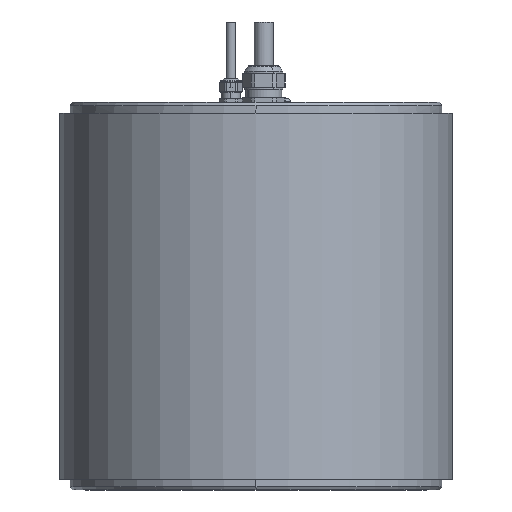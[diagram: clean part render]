
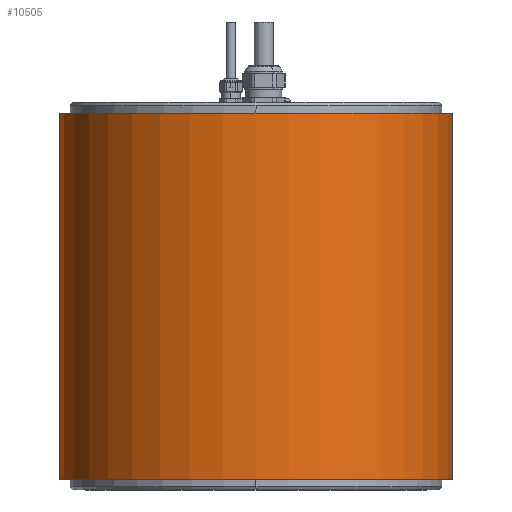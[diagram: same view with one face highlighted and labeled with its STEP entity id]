
A CAD part, front view. The second image highlights one B-rep face of the part: STEP entity #10505.
In plain terms, the highlighted cylindrical face has radius 121.5 mm (diameter 243 mm), a partial arc.
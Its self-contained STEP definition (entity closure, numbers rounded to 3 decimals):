
#1816=CARTESIAN_POINT('',(0.,0.,-6.6));
#1817=DIRECTION('',(0.,0.,1.));
#1818=DIRECTION('',(-0.243,0.97,0.));
#1819=AXIS2_PLACEMENT_3D('',#1816,#1817,#1818);
#1821=DIRECTION('',(0.,0.,1.));
#1822=VECTOR('',#1821,226.8);
#1823=CARTESIAN_POINT('',(29.5,117.864,-233.4));
#1824=LINE('',#1823,#1822);
#1825=CARTESIAN_POINT('',(0.,0.,-233.4));
#1826=DIRECTION('',(0.,0.,-1.));
#1827=DIRECTION('',(0.243,0.97,0.));
#1828=AXIS2_PLACEMENT_3D('',#1825,#1826,#1827);
#1830=DIRECTION('',(0.,0.,1.));
#1831=VECTOR('',#1830,226.8);
#1832=CARTESIAN_POINT('',(-29.5,117.864,-233.4));
#1833=LINE('',#1832,#1831);
#6615=CARTESIAN_POINT('',(-29.5,117.864,-233.4));
#6616=CARTESIAN_POINT('',(29.5,117.864,-233.4));
#6617=VERTEX_POINT('',#6615);
#6618=VERTEX_POINT('',#6616);
#6619=CARTESIAN_POINT('',(-29.5,117.864,-6.6));
#6620=CARTESIAN_POINT('',(29.5,117.864,-6.6));
#6621=VERTEX_POINT('',#6619);
#6622=VERTEX_POINT('',#6620);
#10493=CARTESIAN_POINT('',(0.,0.,4.74));
#10494=DIRECTION('',(0.,0.,-1.));
#10495=DIRECTION('',(1.,0.,0.));
#10496=AXIS2_PLACEMENT_3D('',#10493,#10494,#10495);
#10497=CYLINDRICAL_SURFACE('',#10496,121.5);
#10499=ORIENTED_EDGE('',*,*,#10498,.T.);
#10500=ORIENTED_EDGE('',*,*,#10458,.F.);
#10501=ORIENTED_EDGE('',*,*,#10482,.T.);
#10502=ORIENTED_EDGE('',*,*,#10462,.T.);
#10503=EDGE_LOOP('',(#10499,#10500,#10501,#10502));
#10504=FACE_OUTER_BOUND('',#10503,.F.);
#10505=ADVANCED_FACE('',(#10504),#10497,.T.);
#1820=CIRCLE('',#1819,121.5);
#1829=CIRCLE('',#1828,121.5);
#10458=EDGE_CURVE('',#6618,#6622,#1824,.T.);
#10462=EDGE_CURVE('',#6617,#6621,#1833,.T.);
#10482=EDGE_CURVE('',#6618,#6617,#1829,.T.);
#10498=EDGE_CURVE('',#6621,#6622,#1820,.T.);
